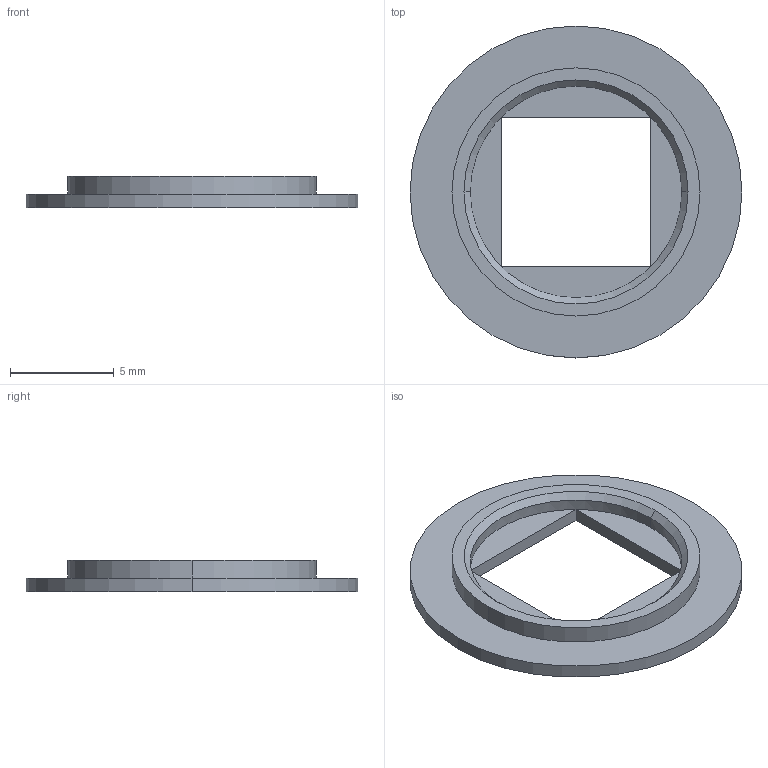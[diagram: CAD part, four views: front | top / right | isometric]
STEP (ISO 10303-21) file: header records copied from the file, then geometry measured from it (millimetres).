
FILE_DESCRIPTION (( 'STEP AP214' ), '1' );
FILE_NAME ('堈扞蘿12諳隅弇え-7070.STEP', '2025-03-29T09:30:16', ( '' ), ( '' ), 'SwSTEP 2.0', 'SolidWorks 2021', '' );
FILE_SCHEMA (( 'AUTOMOTIVE_DESIGN' ));
Length unit declared in the file: millimetre
Products named in the file (1): 堈扞蘿12諳隅弇え-7070
Bounding box: 16 x 16 x 1.5 mm (x, y, z)
Volume: 121.2 mm3; surface area: 403.4 mm2
Topology: 1 solids, 1 shells, 16 faces, 35 edges, 22 vertices
Faces by surface type: plane 8, cylinder 6, cone 2
Entity records: 480 total; most frequent: DIRECTION 84, CARTESIAN_POINT 74, ORIENTED_EDGE 70, EDGE_CURVE 35, AXIS2_PLACEMENT_3D 32, VERTEX_POINT 22, VECTOR 20, LINE 20
